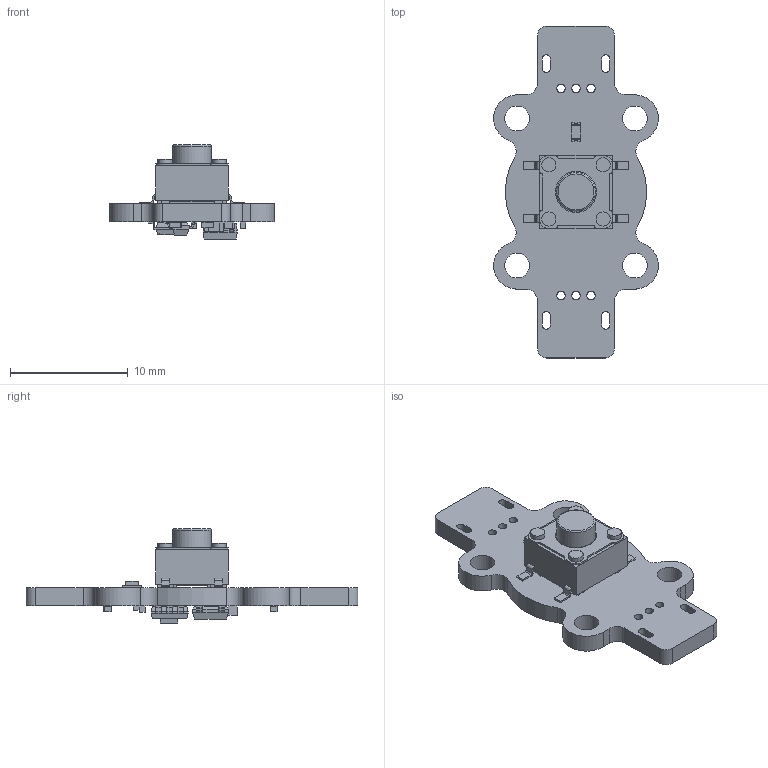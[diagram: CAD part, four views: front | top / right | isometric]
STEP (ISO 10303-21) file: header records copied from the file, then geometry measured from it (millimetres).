
FILE_DESCRIPTION(('Open CASCADE Model'),'2;1');
FILE_NAME('Open CASCADE Shape Model','2021-11-10T13:58:52',('Author'),( 'Open CASCADE'),'Open CASCADE STEP processor 6.8','Open CASCADE 6.8' ,'Unknown');
FILE_SCHEMA(('AUTOMOTIVE_DESIGN { 1 0 10303 214 1 1 1 1 }'));
Length unit declared in the file: millimetre
Products named in the file (42): PCB; Board; Open CASCADE STEP translator 6.8 6.1.1; D3; MSRC-RCLAMP0521P-N_v2; D2; D6; MSRC-0603_LED_orange; R2; 6568364592; Extruded; 6538035456; U2; SOT23-6; C4; 6568305312; 6568305152; SW1; SAMACSYS-430182050816; D5; D1; MSRC-Nexperia_SOT23; D4; U1; MSFT-SOT23-5; Model; R1; FB1; 6538036496; 6538043536; C1; 6008452576; 6008452416; C3; C2
Assembly tree (57 placements, depth 4):
  PCB
    Board
      Open CASCADE STEP translator 6.8 6.1.1
    D3
      MSRC-RCLAMP0521P-N_v2
    D2
      MSRC-RCLAMP0521P-N_v2
    D6
      MSRC-0603_LED_orange
    R2
      6568364592
        Extruded
      6538035456  x2
        Extruded
    U2
      SOT23-6
    C4
      6568305312  x2
        Extruded
      6568305152
        Extruded
    SW1
      SAMACSYS-430182050816
    D5
      MSRC-RCLAMP0521P-N_v2
    D1
      MSRC-Nexperia_SOT23
    D4
      MSRC-RCLAMP0521P-N_v2
    U1
      MSFT-SOT23-5
        Model
    R1
      6538035456  x2
        Extruded
      6568364592
        Extruded
    FB1
      6538036496  x2
        Extruded
      6538043536
        Extruded
    C1
      6008452576  x2
        Extruded
      6008452416
        Extruded
    C3
      6568305312  x2
        Extruded
      6568305152
        Extruded
    C2
      6008452576  x2
        Extruded
      6008452416
        Extruded
Bounding box: 14 x 28.2 x 8 mm (x, y, z)
Volume: 555.1 mm3; surface area: 1046 mm2
Topology: 48 solids, 48 shells, 752 faces, 1794 edges, 1149 vertices
Faces by surface type: plane 522, cylinder 194, sphere 34, torus 2
Full cylindrical faces by diameter (mm): 0.152 x1, 0.165 x1, 0.71 x6, 1.2 x4, 2.1 x4, 3.25 x1, 3.5 x1
Entity records: 19390 total; most frequent: CARTESIAN_POINT 2963, DIRECTION 2961, ORIENTED_EDGE 2826, EDGE_CURVE 1413, LINE 1079, VECTOR 1079, AXIS2_PLACEMENT_3D 941, VERTEX_POINT 919
